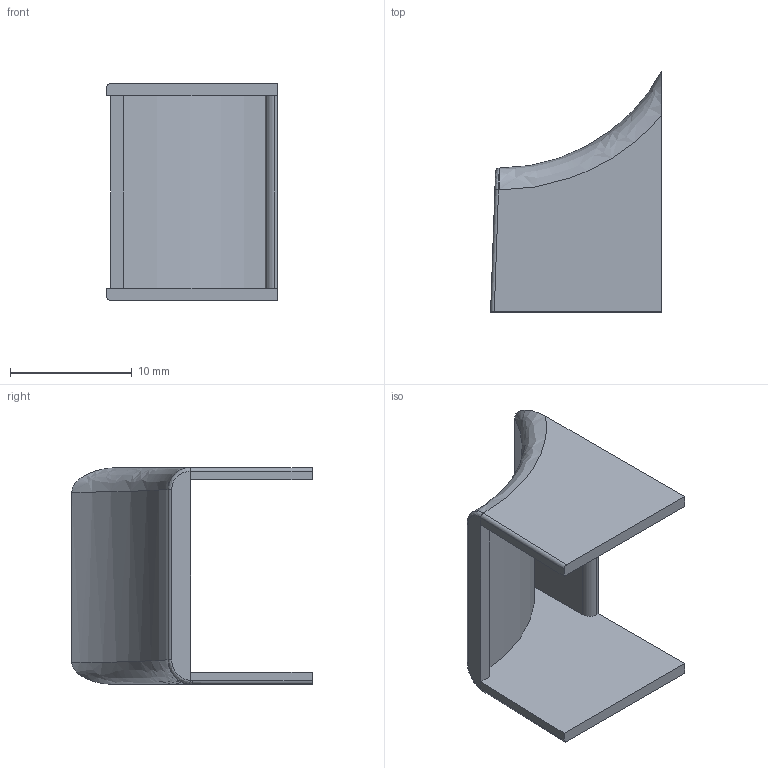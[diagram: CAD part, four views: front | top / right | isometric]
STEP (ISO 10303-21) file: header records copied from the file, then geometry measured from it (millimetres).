
FILE_DESCRIPTION(('CATIA V5 STEP Exchange','CAx-IF Rec.Pracs.--- Model Styling and Organization---1.4--- 2014-01-23'),'2;1');
FILE_NAME('638107_D006100_A-MOD-02.stp','2020-01-03T10:05:21+00:00',('none'),('none'),'CATIA Version 5-6 Release 2017 SP3','CATIA V5 STEP AP214','none');
FILE_SCHEMA(('AUTOMOTIVE_DESIGN { 1 0 10303 214 1 1 1 1 }'));
Length unit declared in the file: millimetre
Products named in the file (1): 638107_D006100_A-MOD-02
Bounding box: 14 x 19.7 x 17.76 mm (x, y, z)
Volume: 738.5 mm3; surface area: 1604.4 mm2
Topology: 1 solids, 1 shells, 30 faces, 73 edges, 45 vertices
Faces by surface type: plane 17, bspline 7, cylinder 6
Entity records: 1311 total; most frequent: CARTESIAN_POINT 678, ORIENTED_EDGE 146, DIRECTION 82, EDGE_CURVE 73, VERTEX_POINT 45, VECTOR 40, LINE 40, ADVANCED_FACE 30
